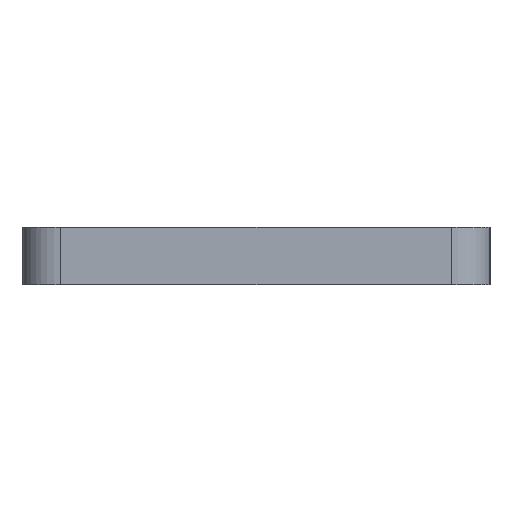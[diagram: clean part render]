
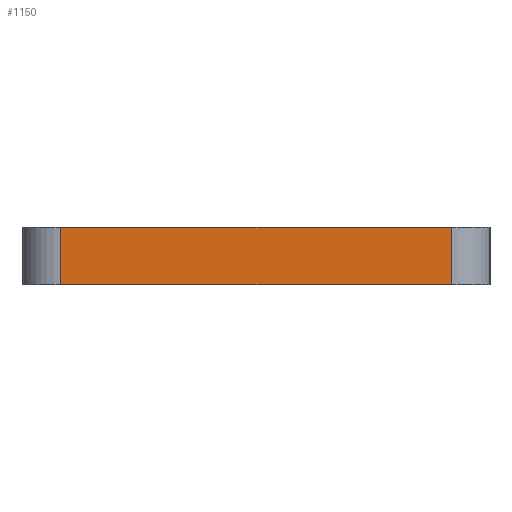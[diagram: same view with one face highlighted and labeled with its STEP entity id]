
A CAD part, left-side view. The second image highlights one B-rep face of the part: STEP entity #1150.
In plain terms, the highlighted planar face has unit normal (-1, 0, 0).
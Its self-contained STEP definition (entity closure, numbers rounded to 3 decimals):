
#52 = CARTESIAN_POINT ( 'NONE',  ( -195.3, 76.5, -15. ) ) ;
#58 = VECTOR ( 'NONE', #324, 1000. ) ;
#135 = FACE_OUTER_BOUND ( 'NONE', #587, .T. ) ;
#146 = VECTOR ( 'NONE', #1203, 1000. ) ;
#218 = EDGE_CURVE ( 'NONE', #1231, #494, #691, .T. ) ;
#238 = CARTESIAN_POINT ( 'NONE',  ( -195.3, 76.5, -15. ) ) ;
#240 = CARTESIAN_POINT ( 'NONE',  ( -195.3, 76.5, 0. ) ) ;
#251 = ORIENTED_EDGE ( 'NONE', *, *, #218, .F. ) ;
#324 = DIRECTION ( 'NONE',  ( 0., -1., 0. ) ) ;
#343 = DIRECTION ( 'NONE',  ( -1., 0., 0. ) ) ;
#407 = EDGE_CURVE ( 'NONE', #540, #494, #842, .T. ) ;
#419 = DIRECTION ( 'NONE',  ( 0., 0., 1. ) ) ;
#440 = CARTESIAN_POINT ( 'NONE',  ( -195.3, -25., -15. ) ) ;
#491 = VECTOR ( 'NONE', #750, 1000. ) ;
#494 = VERTEX_POINT ( 'NONE', #554 ) ;
#513 = PLANE ( 'NONE',  #965 ) ;
#540 = VERTEX_POINT ( 'NONE', #954 ) ;
#554 = CARTESIAN_POINT ( 'NONE',  ( -195.3, -25., 0. ) ) ;
#566 = VECTOR ( 'NONE', #1163, 1000. ) ;
#576 = ORIENTED_EDGE ( 'NONE', *, *, #736, .T. ) ;
#587 = EDGE_LOOP ( 'NONE', ( #1178, #1028, #251, #576 ) ) ;
#691 = LINE ( 'NONE', #240, #58 ) ;
#736 = EDGE_CURVE ( 'NONE', #1231, #1156, #979, .T. ) ;
#750 = DIRECTION ( 'NONE',  ( 0., 0., 1. ) ) ;
#778 = CARTESIAN_POINT ( 'NONE',  ( -195.3, 76.5, -15. ) ) ;
#789 = EDGE_CURVE ( 'NONE', #1156, #540, #912, .T. ) ;
#842 = LINE ( 'NONE', #440, #491 ) ;
#912 = LINE ( 'NONE', #238, #146 ) ;
#916 = CARTESIAN_POINT ( 'NONE',  ( -195.3, 76.5, 0. ) ) ;
#954 = CARTESIAN_POINT ( 'NONE',  ( -195.3, -25., -15. ) ) ;
#965 = AXIS2_PLACEMENT_3D ( 'NONE', #52, #343, #419 ) ;
#979 = LINE ( 'NONE', #778, #566 ) ;
#1028 = ORIENTED_EDGE ( 'NONE', *, *, #407, .T. ) ;
#1150 = ADVANCED_FACE ( 'NONE', ( #135 ), #513, .T. ) ;
#1156 = VERTEX_POINT ( 'NONE', #1205 ) ;
#1163 = DIRECTION ( 'NONE',  ( 0., 0., -1. ) ) ;
#1178 = ORIENTED_EDGE ( 'NONE', *, *, #789, .T. ) ;
#1203 = DIRECTION ( 'NONE',  ( 0., -1., 0. ) ) ;
#1205 = CARTESIAN_POINT ( 'NONE',  ( -195.3, 76.5, -15. ) ) ;
#1231 = VERTEX_POINT ( 'NONE', #916 ) ;
